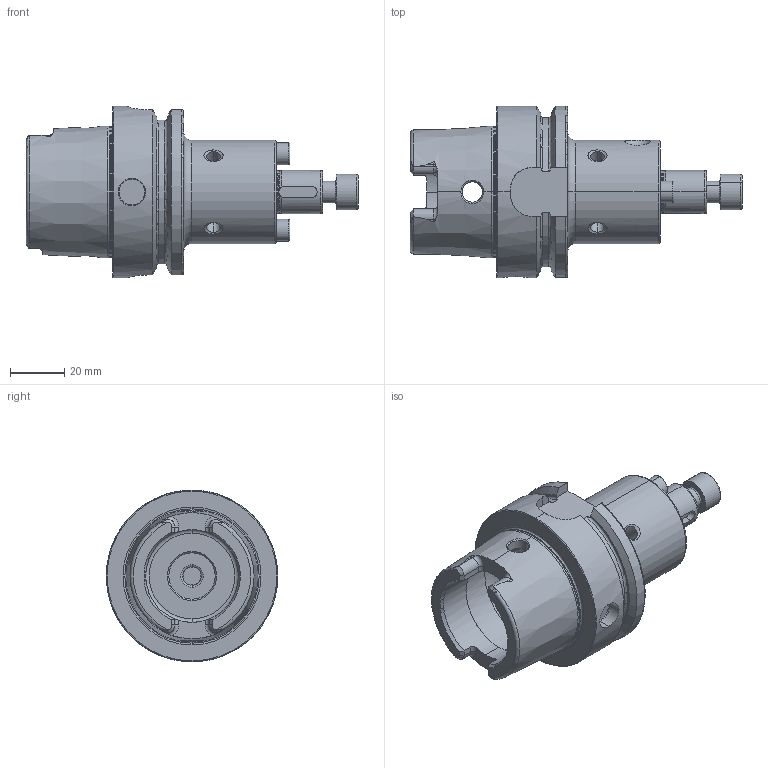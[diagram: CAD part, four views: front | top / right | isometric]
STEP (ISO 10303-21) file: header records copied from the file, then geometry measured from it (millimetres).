
FILE_DESCRIPTION (( 'STEP AP214' ), '1' );
FILE_NAME ('HA6.D16.K01.060.STEP', '2011-10-06T10:59:41', ( 'SwiAdmin' ), ( '' ), 'SwSTEP 2.0', 'SolidWorks 2011', '' );
FILE_SCHEMA (( 'AUTOMOTIVE_DESIGN' ));
Length unit declared in the file: millimetre
Products named in the file (4): D16-ER2.001.015_B; D16-ER1.002.025_A_Default; HA6-D16.K01.060_C_Fertigbearbeitung; HA6.D16.K01.060
Assembly tree (4 placements, depth 2):
  HA6.D16.K01.060
    D16-ER2.001.015_B  x2
    D16-ER1.002.025_A_Default
    HA6-D16.K01.060_C_Fertigbearbeitung
Bounding box: 121.9 x 63 x 63 mm (x, y, z)
Volume: 121574.3 mm3; surface area: 32162.4 mm2
Topology: 4 solids, 4 shells, 387 faces, 956 edges, 571 vertices
Faces by surface type: cylinder 111, cone 101, plane 91, torus 70, bspline 12, sphere 2
Entity records: 13538 total; most frequent: CARTESIAN_POINT 4169, ORIENTED_EDGE 1662, DIRECTION 1635, EDGE_CURVE 831, AXIS2_PLACEMENT_3D 671, VERTEX_POINT 510, EDGE_LOOP 367, FACE_OUTER_BOUND 342
